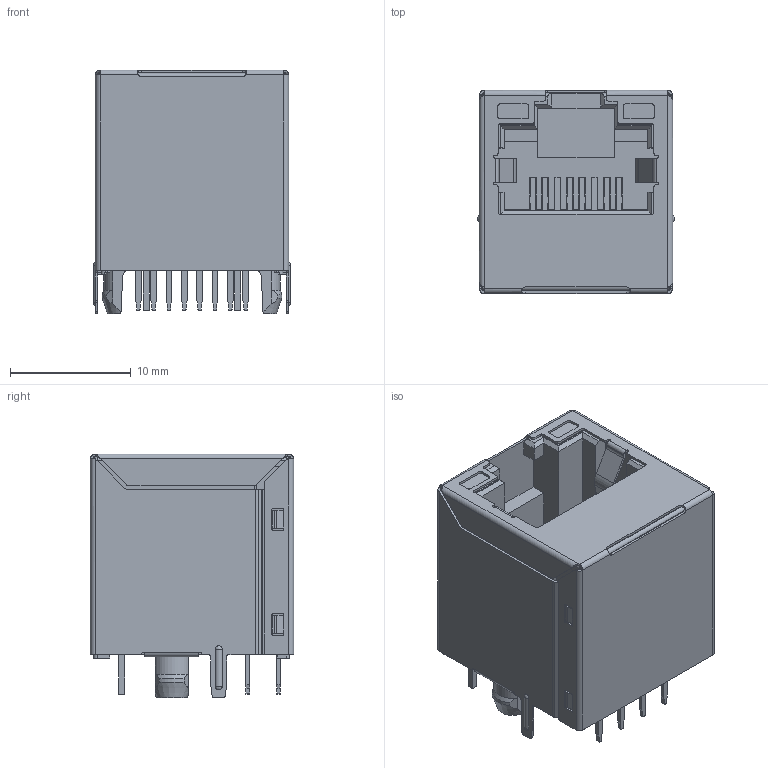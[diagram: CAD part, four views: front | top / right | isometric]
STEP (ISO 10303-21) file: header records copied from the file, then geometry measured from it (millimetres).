
FILE_DESCRIPTION((''),'2;1');
FILE_NAME('RJ_180_8P_-_-_3_3----','2019-09-09T',('V953'),(''),'PRO/ENGINEER BY PARAMETRIC TECHNOLOGY CORPORATION, 2010180','PRO/ENGINEER BY PARAMETRIC TECHNOLOGY CORPORATION, 2010180','');
FILE_SCHEMA(('AUTOMOTIVE_DESIGN_CC2 { 1 2 10303 214 -1 1 5 2 }'));
Length unit declared in the file: millimetre
Products named in the file (1): RJ_180_8P_-_-_3_3----
Bounding box: 16.3 x 16.82 x 20.2 mm (x, y, z)
Volume: 3143.3 mm3; surface area: 5460.3 mm2
Topology: 1 solids, 12 shells, 1191 faces, 3403 edges, 2227 vertices
Faces by surface type: plane 949, cylinder 222, bspline 8, sphere 8, cone 4
Entity records: 45466 total; most frequent: CARTESIAN_POINT 7485, ORIENTED_EDGE 6790, DIRECTION 6155, EDGE_CURVE 3395, VECTOR 2871, LINE 2871, VERTEX_POINT 2227, AXIS2_PLACEMENT_3D 1642
